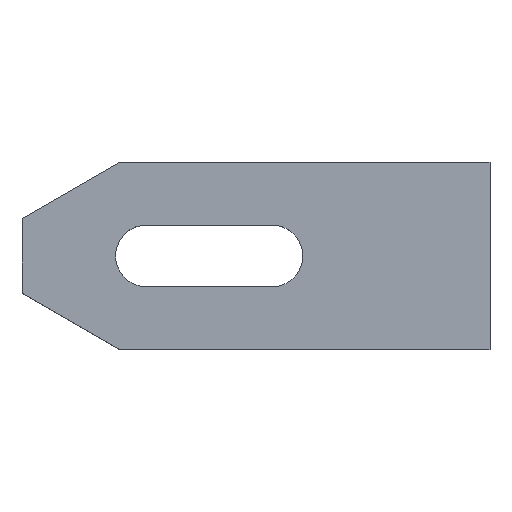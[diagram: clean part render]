
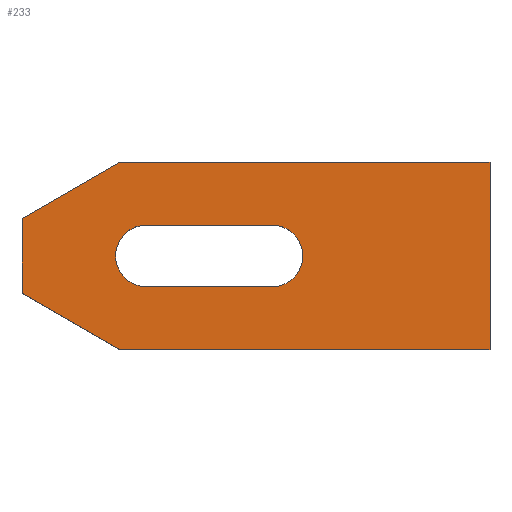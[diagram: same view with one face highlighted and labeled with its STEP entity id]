
A CAD part, top view. The second image highlights one B-rep face of the part: STEP entity #233.
In plain terms, the highlighted planar face has unit normal (0, 0, 1).
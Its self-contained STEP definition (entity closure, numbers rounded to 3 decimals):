
#135=EDGE_CURVE('',#209,#139,#347,.T.);
#139=VERTEX_POINT('',#353);
#143=VERTEX_POINT('',#358);
#159=EDGE_CURVE('',#195,#279,#378,.T.);
#161=EDGE_CURVE('',#217,#273,#380,.T.);
#163=VERTEX_POINT('',#382);
#167=EDGE_CURVE('',#139,#195,#387,.T.);
#181=EDGE_CURVE('',#273,#267,#402,.T.);
#195=VERTEX_POINT('',#418);
#209=VERTEX_POINT('',#433);
#217=VERTEX_POINT('',#441);
#219=EDGE_CURVE('',#259,#217,#443,.T.);
#223=EDGE_CURVE('',#279,#143,#447,.T.);
#233=ADVANCED_FACE('',(#457,#458),#459,.T.);
#259=VERTEX_POINT('',#486);
#267=VERTEX_POINT('',#494);
#273=VERTEX_POINT('',#500);
#279=VERTEX_POINT('',#506);
#307=EDGE_CURVE('',#267,#259,#538,.T.);
#315=EDGE_CURVE('',#143,#163,#546,.T.);
#317=EDGE_CURVE('',#163,#209,#548,.T.);
#347=LINE('',#573,#574);
#353=CARTESIAN_POINT('',(5.392,-10.0,11.6));
#358=CARTESIAN_POINT('',(5.392,10.0,11.6));
#378=LINE('',#608,#609);
#380=LINE('',#612,#613);
#382=CARTESIAN_POINT('',(45.,10.0,11.6));
#387=LINE('',#621,#622);
#402=CIRCLE('',#644,3.3);
#418=CARTESIAN_POINT('',(-5.,-4.0,11.6));
#433=CARTESIAN_POINT('',(45.,-10.0,11.6));
#441=CARTESIAN_POINT('',(21.7,-3.3,11.6));
#443=CIRCLE('',#699,3.3);
#447=LINE('',#706,#707);
#457=FACE_BOUND('',#717,.T.);
#458=FACE_OUTER_BOUND('',#718,.T.);
#459=PLANE('',#719);
#486=CARTESIAN_POINT('',(21.7,3.3,11.6));
#494=CARTESIAN_POINT('',(8.3,3.3,11.6));
#500=CARTESIAN_POINT('',(8.3,-3.3,11.6));
#506=CARTESIAN_POINT('',(-5.,4.0,11.6));
#538=LINE('',#829,#830);
#546=LINE('',#841,#842);
#548=LINE('',#845,#846);
#573=CARTESIAN_POINT('',(5.392,-10.0,11.6));
#574=VECTOR('',#858,1.0);
#608=CARTESIAN_POINT('',(-5.,4.0,11.6));
#609=VECTOR('',#919,1.0);
#612=CARTESIAN_POINT('',(21.751,-3.3,11.6));
#613=VECTOR('',#920,1.0);
#621=CARTESIAN_POINT('',(-5.,-4.0,11.6));
#622=VECTOR('',#931,1.0);
#644=AXIS2_PLACEMENT_3D('',#952,#953,#954);
#699=AXIS2_PLACEMENT_3D('',#993,#994,#995);
#706=CARTESIAN_POINT('',(5.392,10.0,11.6));
#707=VECTOR('',#997,1.0);
#717=EDGE_LOOP('',(#999,#1000,#1001,#1002));
#718=EDGE_LOOP('',(#1003,#1004,#1005,#1006,#1007,#1008));
#719=AXIS2_PLACEMENT_3D('',#1009,#1010,#1011);
#829=CARTESIAN_POINT('',(15.051,3.3,11.6));
#830=VECTOR('',#1081,1.0);
#841=CARTESIAN_POINT('',(45.,10.0,11.6));
#842=VECTOR('',#1083,1.0);
#845=CARTESIAN_POINT('',(45.,-10.0,11.6));
#846=VECTOR('',#1084,1.0);
#858=DIRECTION('',(-1.0,0.0,0.0));
#919=DIRECTION('',(0.0,1.0,0.0));
#920=DIRECTION('',(-1.0,0.0,0.0));
#931=DIRECTION('',(-0.866,0.5,0.0));
#952=CARTESIAN_POINT('',(8.3,0.0,11.6));
#953=DIRECTION('',(0.0,0.0,-1.0));
#954=DIRECTION('',(0.0,-1.0,0.0));
#993=CARTESIAN_POINT('',(21.7,0.0,11.6));
#994=DIRECTION('',(0.0,0.0,-1.0));
#995=DIRECTION('',(0.0,1.0,0.0));
#997=DIRECTION('',(0.866,0.5,0.0));
#999=ORIENTED_EDGE('',*,*,#181,.T.);
#1000=ORIENTED_EDGE('',*,*,#307,.T.);
#1001=ORIENTED_EDGE('',*,*,#219,.T.);
#1002=ORIENTED_EDGE('',*,*,#161,.T.);
#1003=ORIENTED_EDGE('',*,*,#135,.F.);
#1004=ORIENTED_EDGE('',*,*,#317,.F.);
#1005=ORIENTED_EDGE('',*,*,#315,.F.);
#1006=ORIENTED_EDGE('',*,*,#223,.F.);
#1007=ORIENTED_EDGE('',*,*,#159,.F.);
#1008=ORIENTED_EDGE('',*,*,#167,.F.);
#1009=CARTESIAN_POINT('',(21.801,0.,11.6));
#1010=DIRECTION('',(0.0,0.0,1.0));
#1011=DIRECTION('',(1.0,0.0,0.0));
#1081=DIRECTION('',(1.0,0.0,0.0));
#1083=DIRECTION('',(1.0,0.0,0.0));
#1084=DIRECTION('',(0.0,-1.0,0.0));
